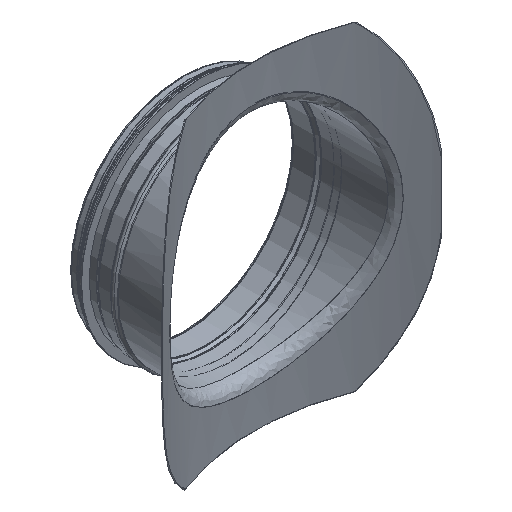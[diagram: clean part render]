
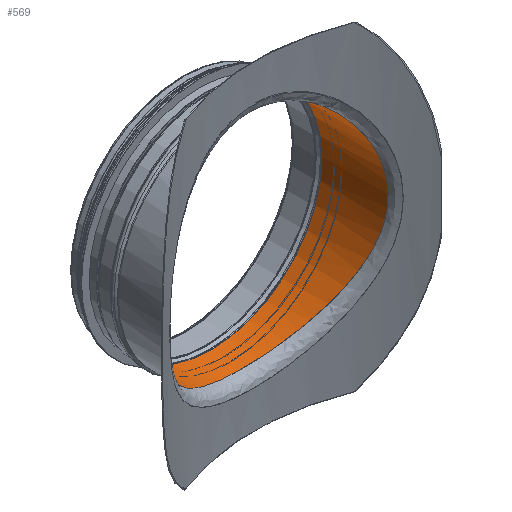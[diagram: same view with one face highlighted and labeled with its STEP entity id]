
A CAD part, isometric view. The second image highlights one B-rep face of the part: STEP entity #569.
In plain terms, the highlighted cylindrical face has radius 98.475 mm (diameter 196.95 mm), a full revolution.
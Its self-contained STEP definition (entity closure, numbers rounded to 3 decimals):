
#278=CARTESIAN_POINT('',(-98.475,177.943,0.));
#279=VERTEX_POINT('',#278);
#287=CARTESIAN_POINT('',(-98.475,177.942,0.));
#288=CARTESIAN_POINT('',(-98.475,177.942,7.507));
#289=CARTESIAN_POINT('',(-96.741,179.125,22.523));
#290=CARTESIAN_POINT('',(-86.752,185.477,50.499));
#291=CARTESIAN_POINT('',(-68.329,195.165,73.483));
#292=CARTESIAN_POINT('',(-43.597,203.205,89.218));
#293=CARTESIAN_POINT('',(-22.523,207.401,96.743));
#294=CARTESIAN_POINT('',(-0.003,208.9,99.342));
#295=CARTESIAN_POINT('',(25.034,207.235,96.455));
#296=CARTESIAN_POINT('',(50.467,201.554,86.252));
#297=CARTESIAN_POINT('',(73.241,192.635,67.914));
#298=CARTESIAN_POINT('',(89.803,183.658,43.84));
#299=CARTESIAN_POINT('',(97.329,178.71,20.032));
#300=CARTESIAN_POINT('',(98.856,177.689,-0.001));
#301=CARTESIAN_POINT('',(97.329,178.711,-20.032));
#302=CARTESIAN_POINT('',(89.802,183.657,-43.843));
#303=CARTESIAN_POINT('',(73.24,192.637,-67.914));
#304=CARTESIAN_POINT('',(50.466,201.552,-86.252));
#305=CARTESIAN_POINT('',(27.343,206.719,-95.527));
#306=CARTESIAN_POINT('',(7.537,208.45,-98.567));
#307=CARTESIAN_POINT('',(-12.569,208.463,-98.576));
#308=CARTESIAN_POINT('',(-30.559,206.036,-94.364));
#309=CARTESIAN_POINT('',(-48.424,201.644,-86.179));
#310=CARTESIAN_POINT('',(-68.845,194.898,-72.845));
#311=CARTESIAN_POINT('',(-86.75,185.476,-50.499));
#312=CARTESIAN_POINT('',(-96.742,179.125,-22.521));
#313=CARTESIAN_POINT('',(-98.476,177.942,-7.507));
#314=CARTESIAN_POINT('',(-98.475,177.942,0.));
#315=B_SPLINE_CURVE_WITH_KNOTS('',3,(#287,#288,#289,#290,#291,#292,#293,#294,#295,#296,#297,#298,#299,#300,#301,#302,#303,#304,#305,#306,#307,#308,#309,#310,#311,#312,#313,#314),.UNSPECIFIED.,.T.,.U.,(4,1,1,1,1,1,1,1,1,1,1,1,1,1,1,1,1,1,1,1,1,1,1,1,1,4),(0.0,2.162,4.325,8.649,10.811,12.974,15.136,17.298,20.181,23.064,25.948,28.831,30.272,31.714,34.597,37.48,40.363,43.246,44.687,46.129,49.012,49.973,51.895,56.22,58.382,60.544),.UNSPECIFIED.);
#316=EDGE_CURVE('',#279,#279,#315,.T.);
#550=CARTESIAN_POINT('',(0.,231.35,0.0));
#551=DIRECTION('',(0.,1.0,0.0));
#552=DIRECTION('',(-1.0,0.0,0.0));
#553=AXIS2_PLACEMENT_3D('',#550,#551,#552);
#554=CYLINDRICAL_SURFACE('',#553,98.475);
#555=CARTESIAN_POINT('',(-98.475,236.6,0.0));
#556=VERTEX_POINT('',#555);
#557=CARTESIAN_POINT('',(0.,236.6,0.0));
#558=DIRECTION('',(0.0,1.0,0.0));
#559=DIRECTION('',(-1.0,0.0,0.0));
#560=AXIS2_PLACEMENT_3D('',#557,#558,#559);
#561=CIRCLE('',#560,98.475);
#562=EDGE_CURVE('',#556,#556,#561,.T.);
#563=ORIENTED_EDGE('',*,*,#562,.T.);
#564=EDGE_LOOP('',(#563));
#565=FACE_OUTER_BOUND('',#564,.T.);
#566=ORIENTED_EDGE('',*,*,#316,.F.);
#567=EDGE_LOOP('',(#566));
#568=FACE_BOUND('',#567,.T.);
#569=ADVANCED_FACE('',(#565,#568),#554,.F.);
